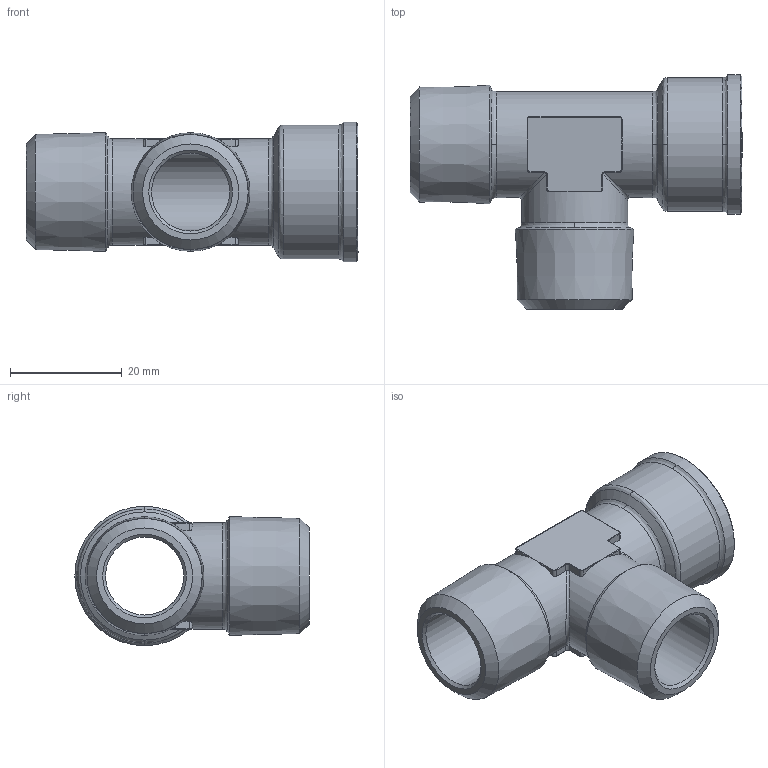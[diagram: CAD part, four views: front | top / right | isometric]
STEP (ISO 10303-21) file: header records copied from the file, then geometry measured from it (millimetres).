
FILE_DESCRIPTION( ( 'STEP AP214' ), '1' );
FILE_NAME( 'psolqas_14312_64.stp', '2021-03-04T17:30:45', ( 'License CC BY-ND 4.0' ), ( 'CADENAS' ), ' ', 'PARTsolutions', ' ' );
FILE_SCHEMA( ( 'AUTOMOTIVE_DESIGN { 1 0 10303 214 1 1 1 1 }' ) );
Length unit declared in the file: metre
Products named in the file (1): NONE
Bounding box: 59.5 x 42 x 25 mm (x, y, z)
Volume: 12616.4 mm3; surface area: 9434.7 mm2
Topology: 1 solids, 1 shells, 124 faces, 316 edges, 181 vertices
Faces by surface type: cylinder 45, bspline 40, plane 27, cone 12
Full cylindrical faces by diameter (mm): 14 x2, 19 x3, 24 x1, 25 x1
Entity records: 5383 total; most frequent: CARTESIAN_POINT 1795, ORIENTED_EDGE 556, DIRECTION 504, EDGE_CURVE 278, AXIS2_PLACEMENT_3D 209, VERTEX_POINT 176, EDGE_LOOP 148, FACE_OUTER_BOUND 131
